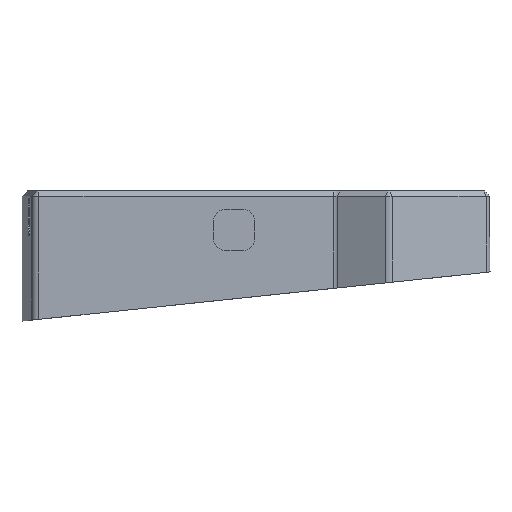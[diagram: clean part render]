
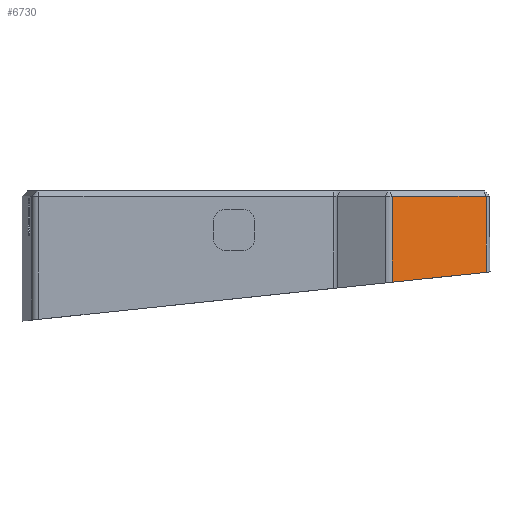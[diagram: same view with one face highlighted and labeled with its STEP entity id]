
A CAD part, left-side view. The second image highlights one B-rep face of the part: STEP entity #6730.
In plain terms, the highlighted planar face has unit normal (-0.867, -0.499, 0).
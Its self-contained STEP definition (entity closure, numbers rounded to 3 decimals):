
#2008 = PLANE('',#2009);
#2009 = AXIS2_PLACEMENT_3D('',#2010,#2011,#2012);
#2010 = CARTESIAN_POINT('',(89.79,-152.929,17.25));
#2011 = DIRECTION('',(0.613,0.353,-0.707));
#2012 = DIRECTION('',(0.499,-0.867,0.
    ));
#2569 = PLANE('',#2570);
#2570 = AXIS2_PLACEMENT_3D('',#2571,#2572,#2573);
#2571 = CARTESIAN_POINT('',(0.,-28.5,-17.));
#2572 = DIRECTION('',(0.,-0.105,-0.995));
#2573 = DIRECTION('',(0.,-0.995,0.105));
#4445 = VERTEX_POINT('',#4446);
#4446 = CARTESIAN_POINT('',(74.6,-128.054,16.5));
#4484 = CYLINDRICAL_SURFACE('',#4485,2.);
#4485 = AXIS2_PLACEMENT_3D('',#4486,#4487,#4488);
#4486 = CARTESIAN_POINT('',(76.334,-127.056,18.));
#4487 = DIRECTION('',(0.,0.,-1.));
#4488 = DIRECTION('',(-0.88,0.475,0.));
#4554 = VERTEX_POINT('',#4555);
#4555 = CARTESIAN_POINT('',(89.14,-153.303,16.5));
#4578 = EDGE_CURVE('',#4554,#4445,#4579,.T.);
#4579 = SURFACE_CURVE('',#4580,(#4584,#4591),.PCURVE_S1.);
#4580 = LINE('',#4581,#4582);
#4581 = CARTESIAN_POINT('',(89.14,-153.303,16.5));
#4582 = VECTOR('',#4583,1.);
#4583 = DIRECTION('',(-0.499,0.867,0.));
#4584 = PCURVE('',#2008,#4585);
#4585 = DEFINITIONAL_REPRESENTATION('',(#4586),#4590);
#4586 = LINE('',#4587,#4588);
#4587 = CARTESIAN_POINT('',(0.,1.061));
#4588 = VECTOR('',#4589,1.);
#4589 = DIRECTION('',(-1.,0.));
#4590 = ( GEOMETRIC_REPRESENTATION_CONTEXT(2) 
PARAMETRIC_REPRESENTATION_CONTEXT() REPRESENTATION_CONTEXT('2D SPACE',''
  ) );
#4591 = PCURVE('',#4592,#4597);
#4592 = PLANE('',#4593);
#4593 = AXIS2_PLACEMENT_3D('',#4594,#4595,#4596);
#4594 = CARTESIAN_POINT('',(81.983,-140.874,0.5));
#4595 = DIRECTION('',(-0.867,-0.499,0.));
#4596 = DIRECTION('',(0.499,-0.867,0.)
  );
#4597 = DEFINITIONAL_REPRESENTATION('',(#4598),#4602);
#4598 = LINE('',#4599,#4600);
#4599 = CARTESIAN_POINT('',(14.342,16.));
#4600 = VECTOR('',#4601,1.);
#4601 = DIRECTION('',(-1.,0.));
#4602 = ( GEOMETRIC_REPRESENTATION_CONTEXT(2) 
PARAMETRIC_REPRESENTATION_CONTEXT() REPRESENTATION_CONTEXT('2D SPACE',''
  ) );
#4702 = CYLINDRICAL_SURFACE('',#4703,2.);
#4703 = AXIS2_PLACEMENT_3D('',#4704,#4705,#4706);
#4704 = CARTESIAN_POINT('',(90.873,-152.305,18.));
#4705 = DIRECTION('',(0.,0.,-1.));
#4706 = DIRECTION('',(0.277,-0.961,0.));
#5320 = VERTEX_POINT('',#5321);
#5321 = CARTESIAN_POINT('',(89.14,-153.303,
    -3.883));
#5346 = EDGE_CURVE('',#5347,#5320,#5349,.T.);
#5347 = VERTEX_POINT('',#5348);
#5348 = CARTESIAN_POINT('',(74.6,-128.054,
    -6.536));
#5349 = SURFACE_CURVE('',#5350,(#5354,#5361),.PCURVE_S1.);
#5350 = LINE('',#5351,#5352);
#5351 = CARTESIAN_POINT('',(47.623,-81.206,
    -11.46));
#5352 = VECTOR('',#5353,1.);
#5353 = DIRECTION('',(0.497,-0.863,0.091));
#5354 = PCURVE('',#2569,#5355);
#5355 = DEFINITIONAL_REPRESENTATION('',(#5356),#5360);
#5356 = LINE('',#5357,#5358);
#5357 = CARTESIAN_POINT('',(52.996,-47.623));
#5358 = VECTOR('',#5359,1.);
#5359 = DIRECTION('',(0.868,-0.497));
#5360 = ( GEOMETRIC_REPRESENTATION_CONTEXT(2) 
PARAMETRIC_REPRESENTATION_CONTEXT() REPRESENTATION_CONTEXT('2D SPACE',''
  ) );
#5361 = PCURVE('',#4592,#5362);
#5362 = DEFINITIONAL_REPRESENTATION('',(#5363),#5367);
#5363 = LINE('',#5364,#5365);
#5364 = CARTESIAN_POINT('',(-68.854,-11.96));
#5365 = VECTOR('',#5366,1.);
#5366 = DIRECTION('',(0.996,0.091));
#5367 = ( GEOMETRIC_REPRESENTATION_CONTEXT(2) 
PARAMETRIC_REPRESENTATION_CONTEXT() REPRESENTATION_CONTEXT('2D SPACE',''
  ) );
#6682 = EDGE_CURVE('',#4445,#5347,#6683,.T.);
#6683 = SURFACE_CURVE('',#6684,(#6688,#6695),.PCURVE_S1.);
#6684 = LINE('',#6685,#6686);
#6685 = CARTESIAN_POINT('',(74.6,-128.054,18.));
#6686 = VECTOR('',#6687,1.);
#6687 = DIRECTION('',(0.,0.,-1.));
#6688 = PCURVE('',#4484,#6689);
#6689 = DEFINITIONAL_REPRESENTATION('',(#6690),#6694);
#6690 = LINE('',#6691,#6692);
#6691 = CARTESIAN_POINT('',(-1.017,0.));
#6692 = VECTOR('',#6693,1.);
#6693 = DIRECTION('',(-0.,1.));
#6694 = ( GEOMETRIC_REPRESENTATION_CONTEXT(2) 
PARAMETRIC_REPRESENTATION_CONTEXT() REPRESENTATION_CONTEXT('2D SPACE',''
  ) );
#6695 = PCURVE('',#4592,#6696);
#6696 = DEFINITIONAL_REPRESENTATION('',(#6697),#6701);
#6697 = LINE('',#6698,#6699);
#6698 = CARTESIAN_POINT('',(-14.794,17.5));
#6699 = VECTOR('',#6700,1.);
#6700 = DIRECTION('',(0.,-1.));
#6701 = ( GEOMETRIC_REPRESENTATION_CONTEXT(2) 
PARAMETRIC_REPRESENTATION_CONTEXT() REPRESENTATION_CONTEXT('2D SPACE',''
  ) );
#6730 = ADVANCED_FACE('',(#6731),#4592,.T.);
#6731 = FACE_BOUND('',#6732,.T.);
#6732 = EDGE_LOOP('',(#6733,#6734,#6735,#6756));
#6733 = ORIENTED_EDGE('',*,*,#6682,.T.);
#6734 = ORIENTED_EDGE('',*,*,#5346,.T.);
#6735 = ORIENTED_EDGE('',*,*,#6736,.F.);
#6736 = EDGE_CURVE('',#4554,#5320,#6737,.T.);
#6737 = SURFACE_CURVE('',#6738,(#6742,#6749),.PCURVE_S1.);
#6738 = LINE('',#6739,#6740);
#6739 = CARTESIAN_POINT('',(89.14,-153.303,18.));
#6740 = VECTOR('',#6741,1.);
#6741 = DIRECTION('',(0.,0.,-1.));
#6742 = PCURVE('',#4592,#6743);
#6743 = DEFINITIONAL_REPRESENTATION('',(#6744),#6748);
#6744 = LINE('',#6745,#6746);
#6745 = CARTESIAN_POINT('',(14.342,17.5));
#6746 = VECTOR('',#6747,1.);
#6747 = DIRECTION('',(0.,-1.));
#6748 = ( GEOMETRIC_REPRESENTATION_CONTEXT(2) 
PARAMETRIC_REPRESENTATION_CONTEXT() REPRESENTATION_CONTEXT('2D SPACE',''
  ) );
#6749 = PCURVE('',#4702,#6750);
#6750 = DEFINITIONAL_REPRESENTATION('',(#6751),#6755);
#6751 = LINE('',#6752,#6753);
#6752 = CARTESIAN_POINT('',(1.329,0.));
#6753 = VECTOR('',#6754,1.);
#6754 = DIRECTION('',(0.,1.));
#6755 = ( GEOMETRIC_REPRESENTATION_CONTEXT(2) 
PARAMETRIC_REPRESENTATION_CONTEXT() REPRESENTATION_CONTEXT('2D SPACE',''
  ) );
#6756 = ORIENTED_EDGE('',*,*,#4578,.T.);
